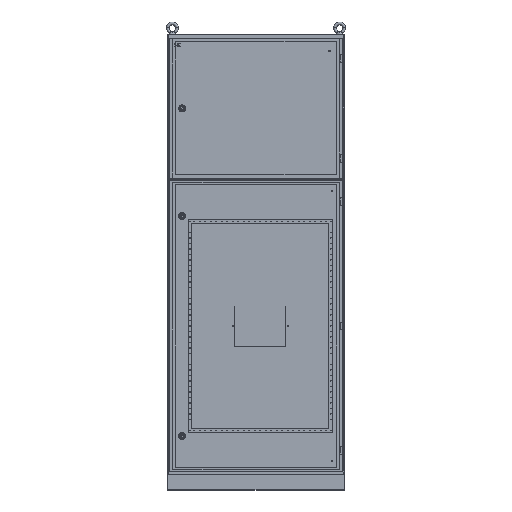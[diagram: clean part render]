
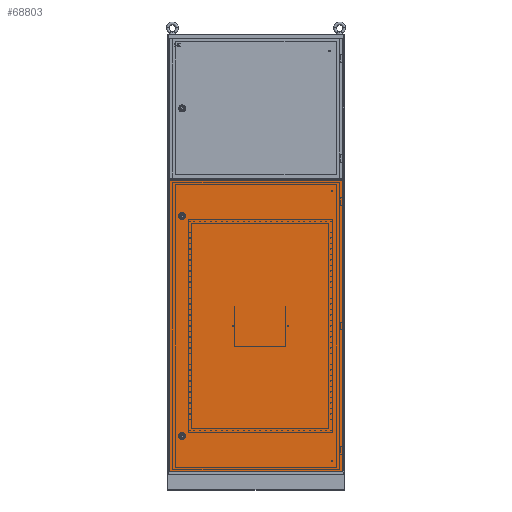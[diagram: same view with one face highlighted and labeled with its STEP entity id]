
A CAD part, top view. The second image highlights one B-rep face of the part: STEP entity #68803.
In plain terms, the highlighted planar face has unit normal (0, 0, 1).
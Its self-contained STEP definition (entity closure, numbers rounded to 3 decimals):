
#550 = DIRECTION ( 'NONE',  ( 0., 0., 1. ) ) ;
#619 = VERTEX_POINT ( 'NONE', #25423 ) ;
#1959 = ORIENTED_EDGE ( 'NONE', *, *, #86772, .T. ) ;
#2213 = EDGE_CURVE ( 'NONE', #82489, #619, #74539, .T. ) ;
#3342 = VECTOR ( 'NONE', #65475, 1000. ) ;
#3643 = LINE ( 'NONE', #18783, #48089 ) ;
#3966 = CARTESIAN_POINT ( 'NONE',  ( 0., 0., 0. ) ) ;
#7164 = FACE_OUTER_BOUND ( 'NONE', #23781, .T. ) ;
#9977 = CARTESIAN_POINT ( 'NONE',  ( 58.5, -500., 0. ) ) ;
#10076 = ORIENTED_EDGE ( 'NONE', *, *, #13964, .T. ) ;
#13964 = EDGE_CURVE ( 'NONE', #90364, #29358, #70026, .T. ) ;
#18783 = CARTESIAN_POINT ( 'NONE',  ( 790.5, 663.5, 0. ) ) ;
#21850 = ORIENTED_EDGE ( 'NONE', *, *, #88441, .F. ) ;
#22364 = DIRECTION ( 'NONE',  ( 0., 0., 1. ) ) ;
#22500 = DIRECTION ( 'NONE',  ( 0., 0., 1. ) ) ;
#23781 = EDGE_LOOP ( 'NONE', ( #73861, #10076, #1959, #88903 ) ) ;
#24132 = FACE_BOUND ( 'NONE', #37078, .T. ) ;
#25423 = CARTESIAN_POINT ( 'NONE',  ( 61.5, -500., 0. ) ) ;
#26952 = CARTESIAN_POINT ( 'NONE',  ( 58.5, 500., 0. ) ) ;
#27198 = CARTESIAN_POINT ( 'NONE',  ( 60., 500., 0. ) ) ;
#29358 = VERTEX_POINT ( 'NONE', #30422 ) ;
#30422 = CARTESIAN_POINT ( 'NONE',  ( 790.5, -663.5, 0. ) ) ;
#35592 = DIRECTION ( 'NONE',  ( 1., 0., 0. ) ) ;
#37078 = EDGE_LOOP ( 'NONE', ( #50243, #62045 ) ) ;
#37372 = EDGE_CURVE ( 'NONE', #619, #82489, #97142, .T. ) ;
#39879 = AXIS2_PLACEMENT_3D ( 'NONE', #72622, #22500, #80954 ) ;
#41206 = DIRECTION ( 'NONE',  ( 0., -1., 0. ) ) ;
#43351 = ORIENTED_EDGE ( 'NONE', *, *, #69434, .F. ) ;
#45971 = DIRECTION ( 'NONE',  ( 0., 0., 1. ) ) ;
#48089 = VECTOR ( 'NONE', #77212, 1000. ) ;
#48380 = CARTESIAN_POINT ( 'NONE',  ( 61.5, 500., 0. ) ) ;
#50243 = ORIENTED_EDGE ( 'NONE', *, *, #37372, .F. ) ;
#50408 = CARTESIAN_POINT ( 'NONE',  ( 790.5, 663.5, 0. ) ) ;
#50582 = CARTESIAN_POINT ( 'NONE',  ( 60., -500., 0. ) ) ;
#54953 = EDGE_CURVE ( 'NONE', #65615, #90364, #95853, .T. ) ;
#55532 = AXIS2_PLACEMENT_3D ( 'NONE', #72499, #22364, #80824 ) ;
#56160 = AXIS2_PLACEMENT_3D ( 'NONE', #3966, #45971, #104330 ) ;
#57065 = CARTESIAN_POINT ( 'NONE',  ( 0., -663.5, 0. ) ) ;
#58967 = DIRECTION ( 'NONE',  ( -1., 0., 0. ) ) ;
#59958 = LINE ( 'NONE', #87963, #79540 ) ;
#62045 = ORIENTED_EDGE ( 'NONE', *, *, #2213, .F. ) ;
#65475 = DIRECTION ( 'NONE',  ( 1., 0., 0. ) ) ;
#65615 = VERTEX_POINT ( 'NONE', #71064 ) ;
#66454 = CARTESIAN_POINT ( 'NONE',  ( 0., 663.5, 0. ) ) ;
#66503 = VERTEX_POINT ( 'NONE', #50408 ) ;
#68803 = ADVANCED_FACE ( 'NONE', ( #24132, #71256, #7164 ), #95536, .T. ) ;
#69434 = EDGE_CURVE ( 'NONE', #72202, #86196, #72399, .T. ) ;
#70026 = LINE ( 'NONE', #57065, #3342 ) ;
#70080 = EDGE_LOOP ( 'NONE', ( #43351, #21850 ) ) ;
#71064 = CARTESIAN_POINT ( 'NONE',  ( 0., 663.5, 0. ) ) ;
#71151 = VECTOR ( 'NONE', #41206, 1000. ) ;
#71256 = FACE_BOUND ( 'NONE', #70080, .T. ) ;
#71643 = CIRCLE ( 'NONE', #82841, 1.5 ) ;
#72202 = VERTEX_POINT ( 'NONE', #48380 ) ;
#72399 = CIRCLE ( 'NONE', #55532, 1.5 ) ;
#72499 = CARTESIAN_POINT ( 'NONE',  ( 60., 500., 0. ) ) ;
#72622 = CARTESIAN_POINT ( 'NONE',  ( 60., -500., 0. ) ) ;
#73861 = ORIENTED_EDGE ( 'NONE', *, *, #54953, .T. ) ;
#74198 = EDGE_CURVE ( 'NONE', #66503, #65615, #59958, .T. ) ;
#74539 = CIRCLE ( 'NONE', #39879, 1.5 ) ;
#77212 = DIRECTION ( 'NONE',  ( 0., 1., 0. ) ) ;
#79540 = VECTOR ( 'NONE', #79602, 1000. ) ;
#79602 = DIRECTION ( 'NONE',  ( -1., 0., 0. ) ) ;
#80824 = DIRECTION ( 'NONE',  ( 1., 0., 0. ) ) ;
#80954 = DIRECTION ( 'NONE',  ( -1., 0., 0. ) ) ;
#82489 = VERTEX_POINT ( 'NONE', #9977 ) ;
#82841 = AXIS2_PLACEMENT_3D ( 'NONE', #27198, #85608, #35592 ) ;
#85608 = DIRECTION ( 'NONE',  ( 0., 0., 1. ) ) ;
#86196 = VERTEX_POINT ( 'NONE', #26952 ) ;
#86772 = EDGE_CURVE ( 'NONE', #29358, #66503, #3643, .T. ) ;
#87963 = CARTESIAN_POINT ( 'NONE',  ( 0., 663.5, 0. ) ) ;
#88441 = EDGE_CURVE ( 'NONE', #86196, #72202, #71643, .T. ) ;
#88903 = ORIENTED_EDGE ( 'NONE', *, *, #74198, .T. ) ;
#90364 = VERTEX_POINT ( 'NONE', #100087 ) ;
#93052 = AXIS2_PLACEMENT_3D ( 'NONE', #50582, #550, #58967 ) ;
#95536 = PLANE ( 'NONE',  #56160 ) ;
#95853 = LINE ( 'NONE', #66454, #71151 ) ;
#97142 = CIRCLE ( 'NONE', #93052, 1.5 ) ;
#100087 = CARTESIAN_POINT ( 'NONE',  ( 0., -663.5, 0. ) ) ;
#104330 = DIRECTION ( 'NONE',  ( 1., 0., 0. ) ) ;
